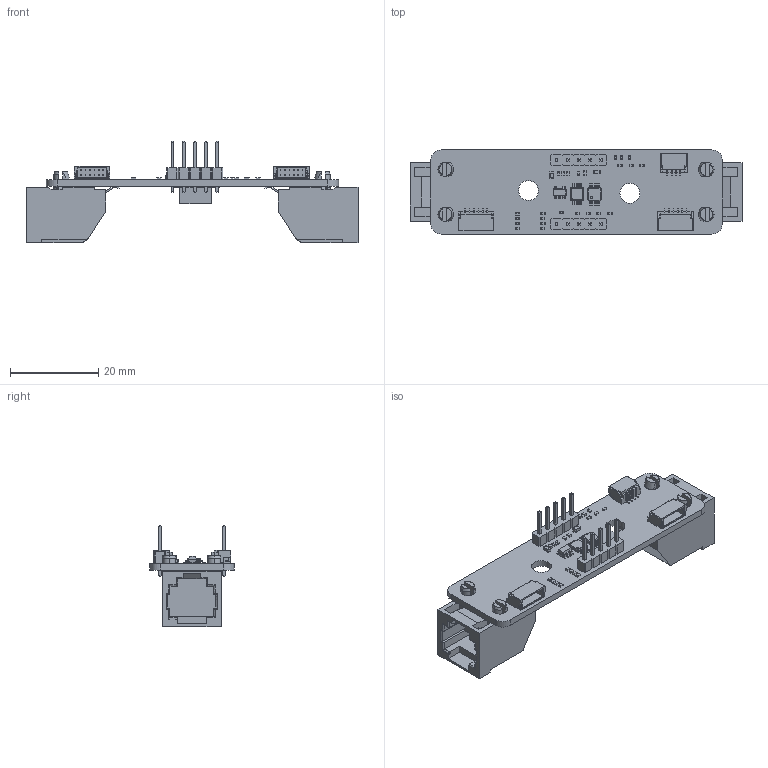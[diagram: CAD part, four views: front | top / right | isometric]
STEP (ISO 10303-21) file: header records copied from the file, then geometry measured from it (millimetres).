
FILE_DESCRIPTION(('KiCad electronic assembly'),'2;1');
FILE_NAME('sensor.step','2025-11-09T16:59:35',('Pcbnew'),('Kicad'), 'Open CASCADE STEP processor 7.9','KiCad to STEP converter','Unknown' );
FILE_SCHEMA(('AUTOMOTIVE_DESIGN { 1 0 10303 214 1 1 1 1 }'));
Length unit declared in the file: millimetre
Products named in the file (202): sensor 1; R_0402_1005Metric; SOT-23-5; LTC4316CMS#TRPBF; C_0402_1005Metric; C_0603_1608Metric; TSSOP-10_3x3mm_P0.5mm; SM04B-SRSS-TB; PinHeader_1x05_P2.54mm_Vertical; SM06B-SRSS-TB_LF__SN_; SM06B-SRSS-TB(LF)(SN)_8; SM06B-SRSS-TB(LF)(SN)_5; SM06B-SRSS-TB(LF)(SN)_1; SM06B-SRSS-TB(LF)(SN)_7; SM06B-SRSS-TB(LF)(SN)_2; SM06B-SRSS-TB(LF)(SN)_6; SM06B-SRSS-TB(LF)(SN); SM06B-SRSS-TB(LF)(SN)_4; SM06B-SRSS-TB(LF)(SN)_3; GDLX-SMT-N-66 _A; FACE; SH-7050MB; Body; Pins; sensor_PCB
Assembly tree (227 placements, depth 3):
  sensor 1
    R_0402_1005Metric  x23
    SOT-23-5
    LTC4316CMS#TRPBF
    C_0402_1005Metric
    C_0603_1608Metric  x2
    TSSOP-10_3x3mm_P0.5mm
    SM04B-SRSS-TB
    PinHeader_1x05_P2.54mm_Vertical  x2
    SM06B-SRSS-TB_LF__SN_  x2
      SM06B-SRSS-TB(LF)(SN)_8
      SM06B-SRSS-TB(LF)(SN)_5
      SM06B-SRSS-TB(LF)(SN)_1
      SM06B-SRSS-TB(LF)(SN)_7
      SM06B-SRSS-TB(LF)(SN)_2
      SM06B-SRSS-TB(LF)(SN)_6
      SM06B-SRSS-TB(LF)(SN)
      SM06B-SRSS-TB(LF)(SN)_4
      SM06B-SRSS-TB(LF)(SN)_3
    GDLX-SMT-N-66 _A  x2
      FACE
      FACE
      FACE
      FACE
      FACE
      FACE
      FACE
      FACE
      FACE
      FACE
      FACE
      FACE
      FACE
      FACE
      FACE
      FACE
      FACE
      FACE
      FACE
      FACE
      FACE
      FACE
      FACE
      FACE
      FACE
      FACE
      FACE
      FACE
      FACE
      FACE
      FACE
      FACE
      FACE
      FACE
      FACE
      FACE
      FACE
      FACE
      FACE
      FACE
Bounding box: 75.09 x 19.04 x 22.89 mm (x, y, z)
Volume: 2344.7 mm3; surface area: 8087.7 mm2
Topology: 64 solids, 420 shells, 2765 faces, 8944 edges, 6654 vertices
Faces by surface type: plane 1887, cylinder 451, bspline 323, revolution 96, sphere 8
Full cylindrical faces by diameter (mm): 0.5 x1, 1 x10, 3.25 x4, 4.5 x2
Entity records: 63953 total; most frequent: CARTESIAN_POINT 12251, ORIENTED_EDGE 8362, DIRECTION 7932, EDGE_CURVE 4810, LINE 3778, VECTOR 3778, VERTEX_POINT 3540, AXIS2_PLACEMENT_3D 2053
